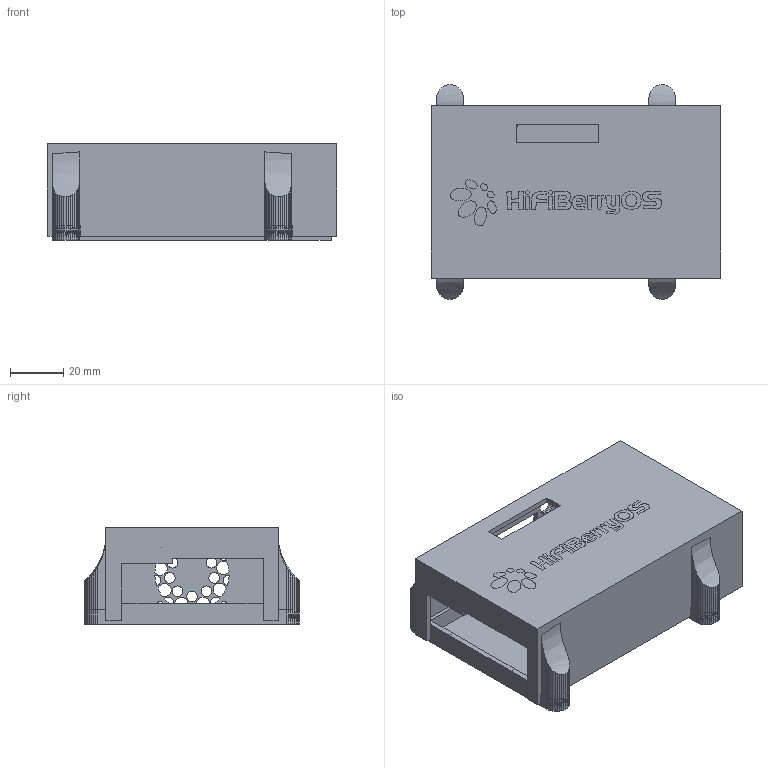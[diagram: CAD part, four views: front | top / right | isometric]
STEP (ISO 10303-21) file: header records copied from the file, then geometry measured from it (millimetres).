
FILE_DESCRIPTION(/* description */ (''),/* implementation_level */ '2;1');
FILE_NAME(/* name */ 'Hifiberry v10.step',/* time_stamp */ '2021-10-19T11:05:29+02:00',/* author */ (''),/* organization */ (''),/* preprocessor_version */ 'ST-DEVELOPER v18.1',/* originating_system */ 'Autodesk Translation Framework v10.10.0.1391',/* authorisation */ '');
FILE_SCHEMA (('AUTOMOTIVE_DESIGN { 1 0 10303 214 3 1 1 }'));
Length unit declared in the file: millimetre
Products named in the file (1): Hifiberry
Bounding box: 109 x 81 x 36.5 mm (x, y, z)
Volume: 51453.5 mm3; surface area: 54557.6 mm2
Topology: 2 solids, 4 shells, 1920 faces, 5374 edges, 3535 vertices
Faces by surface type: plane 1855, cylinder 61, bspline 4
Full cylindrical faces by diameter (mm): 2.5 x4, 3.2 x8, 4 x9, 7 x4
Entity records: 60919 total; most frequent: CARTESIAN_POINT 11428, ORIENTED_EDGE 10748, DIRECTION 9250, EDGE_CURVE 5374, LINE 5172, VECTOR 5172, VERTEX_POINT 3535, EDGE_LOOP 2063
